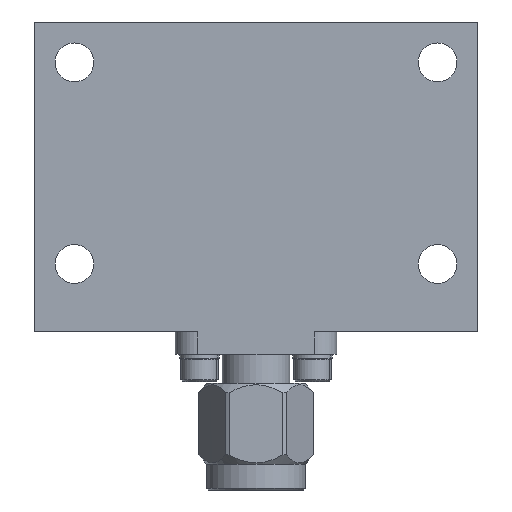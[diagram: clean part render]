
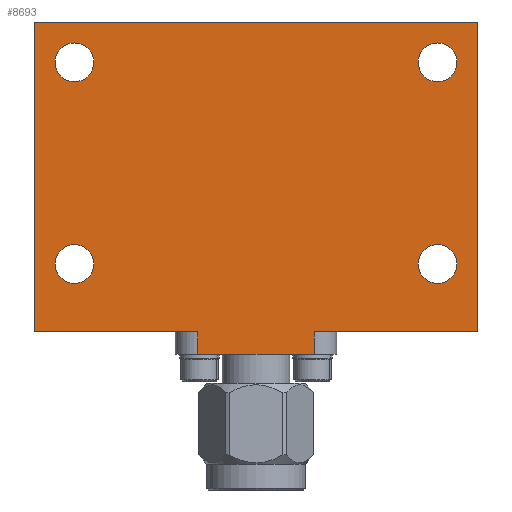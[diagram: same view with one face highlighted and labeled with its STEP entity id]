
A CAD part, front view. The second image highlights one B-rep face of the part: STEP entity #8693.
In plain terms, the highlighted planar face has unit normal (0, -1, 0).
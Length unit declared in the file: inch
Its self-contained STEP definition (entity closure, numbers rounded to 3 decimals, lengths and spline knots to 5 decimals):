
#60 = CARTESIAN_POINT ( 'NONE',  ( -0.5625, -0.28, 0.355 ) ) ;
#78 = DIRECTION ( 'NONE',  ( 0., 0., 1. ) ) ;
#94 = FACE_BOUND ( 'NONE', #131, .T. ) ;
#111 = ORIENTED_EDGE ( 'NONE', *, *, #12750, .T. ) ;
#131 = EDGE_LOOP ( 'NONE', ( #8523, #3686 ) ) ;
#142 = LINE ( 'NONE', #10640, #11247 ) ;
#144 = VECTOR ( 'NONE', #8027, 39.37008 ) ;
#156 = VERTEX_POINT ( 'NONE', #3281 ) ;
#223 = CIRCLE ( 'NONE', #2761, 0.06 ) ;
#256 = CARTESIAN_POINT ( 'NONE',  ( 0.18, -0.28, -1.25711 ) ) ;
#299 = VERTEX_POINT ( 'NONE', #11342 ) ;
#320 = DIRECTION ( 'NONE',  ( 0., 0., 1. ) ) ;
#383 = EDGE_CURVE ( 'NONE', #9294, #12215, #8052, .T. ) ;
#401 = ORIENTED_EDGE ( 'NONE', *, *, #467, .T. ) ;
#405 = CARTESIAN_POINT ( 'NONE',  ( 0., -0.28, 0.48 ) ) ;
#467 = EDGE_CURVE ( 'NONE', #9140, #4996, #223, .T. ) ;
#532 = CIRCLE ( 'NONE', #1971, 0.06 ) ;
#634 = DIRECTION ( 'NONE',  ( 0., 1., 0. ) ) ;
#722 = DIRECTION ( 'NONE',  ( 0., 0., 1. ) ) ;
#859 = DIRECTION ( 'NONE',  ( 0., 1., 0. ) ) ;
#972 = VECTOR ( 'NONE', #7382, 39.37008 ) ;
#1226 = VECTOR ( 'NONE', #5960, 39.37008 ) ;
#1251 = AXIS2_PLACEMENT_3D ( 'NONE', #9092, #4897, #4939 ) ;
#1302 = EDGE_CURVE ( 'NONE', #4996, #9140, #2660, .T. ) ;
#1557 = DIRECTION ( 'NONE',  ( 1., 0., 0. ) ) ;
#1645 = DIRECTION ( 'NONE',  ( 0., 0., 1. ) ) ;
#1958 = CARTESIAN_POINT ( 'NONE',  ( 0., -0.28, -0.48 ) ) ;
#1971 = AXIS2_PLACEMENT_3D ( 'NONE', #2413, #7464, #8552 ) ;
#1979 = EDGE_CURVE ( 'NONE', #299, #11842, #532, .T. ) ;
#1990 = LINE ( 'NONE', #256, #6564 ) ;
#2007 = CARTESIAN_POINT ( 'NONE',  ( -0.5625, -0.28, -0.33 ) ) ;
#2029 = CARTESIAN_POINT ( 'NONE',  ( 0.5625, -0.28, -0.21 ) ) ;
#2073 = ORIENTED_EDGE ( 'NONE', *, *, #3651, .F. ) ;
#2134 = VERTEX_POINT ( 'NONE', #10027 ) ;
#2220 = DIRECTION ( 'NONE',  ( 0., 0., 1. ) ) ;
#2249 = EDGE_CURVE ( 'NONE', #12215, #9294, #7693, .T. ) ;
#2334 = CARTESIAN_POINT ( 'NONE',  ( -0.5625, -0.28, 0.355 ) ) ;
#2413 = CARTESIAN_POINT ( 'NONE',  ( -0.5625, -0.28, -0.27 ) ) ;
#2575 = ORIENTED_EDGE ( 'NONE', *, *, #11434, .T. ) ;
#2647 = DIRECTION ( 'NONE',  ( 0., 1., 0. ) ) ;
#2660 = CIRCLE ( 'NONE', #12929, 0.06 ) ;
#2761 = AXIS2_PLACEMENT_3D ( 'NONE', #11877, #2647, #1645 ) ;
#2811 = VECTOR ( 'NONE', #8794, 39.37008 ) ;
#2820 = PLANE ( 'NONE',  #7235 ) ;
#2852 = ORIENTED_EDGE ( 'NONE', *, *, #4660, .F. ) ;
#2917 = LINE ( 'NONE', #6800, #12556 ) ;
#3281 = CARTESIAN_POINT ( 'NONE',  ( 0.6875, -0.28, -0.48 ) ) ;
#3364 = VERTEX_POINT ( 'NONE', #4052 ) ;
#3367 = DIRECTION ( 'NONE',  ( 0., 1., 0. ) ) ;
#3651 = EDGE_CURVE ( 'NONE', #4140, #10862, #8310, .T. ) ;
#3686 = ORIENTED_EDGE ( 'NONE', *, *, #2249, .T. ) ;
#3688 = CARTESIAN_POINT ( 'NONE',  ( 0., -0.28, -0.48 ) ) ;
#3836 = VERTEX_POINT ( 'NONE', #2029 ) ;
#3866 = CARTESIAN_POINT ( 'NONE',  ( -0.6875, -0.28, 0.48 ) ) ;
#3897 = VECTOR ( 'NONE', #1557, 39.37008 ) ;
#3901 = CARTESIAN_POINT ( 'NONE',  ( 0., -0.28, 0.48 ) ) ;
#4052 = CARTESIAN_POINT ( 'NONE',  ( -0.6875, -0.28, -0.48 ) ) ;
#4140 = VERTEX_POINT ( 'NONE', #9357 ) ;
#4493 = FACE_BOUND ( 'NONE', #13159, .T. ) ;
#4578 = EDGE_CURVE ( 'NONE', #2134, #10795, #2917, .T. ) ;
#4651 = CARTESIAN_POINT ( 'NONE',  ( 0.18, -0.28, -0.48 ) ) ;
#4660 = EDGE_CURVE ( 'NONE', #10862, #156, #8135, .T. ) ;
#4664 = ORIENTED_EDGE ( 'NONE', *, *, #4578, .F. ) ;
#4757 = CARTESIAN_POINT ( 'NONE',  ( -0.5625, -0.28, 0.415 ) ) ;
#4781 = DIRECTION ( 'NONE',  ( -1., 0., 0. ) ) ;
#4808 = CIRCLE ( 'NONE', #9787, 0.06 ) ;
#4897 = DIRECTION ( 'NONE',  ( 0., 1., 0. ) ) ;
#4939 = DIRECTION ( 'NONE',  ( 0., 0., 1. ) ) ;
#4996 = VERTEX_POINT ( 'NONE', #8921 ) ;
#5126 = EDGE_CURVE ( 'NONE', #3836, #8562, #10599, .T. ) ;
#5293 = LINE ( 'NONE', #3866, #1226 ) ;
#5475 = CARTESIAN_POINT ( 'NONE',  ( 0.5625, -0.28, 0.355 ) ) ;
#5556 = ORIENTED_EDGE ( 'NONE', *, *, #1302, .T. ) ;
#5614 = DIRECTION ( 'NONE',  ( 0., 1., 0. ) ) ;
#5781 = AXIS2_PLACEMENT_3D ( 'NONE', #9054, #6090, #722 ) ;
#5960 = DIRECTION ( 'NONE',  ( 0., 0., -1. ) ) ;
#6049 = CARTESIAN_POINT ( 'NONE',  ( 0.5625, -0.28, -0.27 ) ) ;
#6060 = EDGE_LOOP ( 'NONE', ( #7749, #8454, #4664, #10500, #2575, #2852, #2073, #6354 ) ) ;
#6090 = DIRECTION ( 'NONE',  ( 0., 1., 0. ) ) ;
#6120 = ORIENTED_EDGE ( 'NONE', *, *, #7975, .T. ) ;
#6354 = ORIENTED_EDGE ( 'NONE', *, *, #7551, .T. ) ;
#6564 = VECTOR ( 'NONE', #78, 39.37008 ) ;
#6800 = CARTESIAN_POINT ( 'NONE',  ( -0.18, -0.28, -0.55 ) ) ;
#6945 = CARTESIAN_POINT ( 'NONE',  ( -0.18, -0.28, -0.48 ) ) ;
#7235 = AXIS2_PLACEMENT_3D ( 'NONE', #3901, #634, #11041 ) ;
#7294 = CARTESIAN_POINT ( 'NONE',  ( 0.6875, -0.28, 0.48 ) ) ;
#7342 = DIRECTION ( 'NONE',  ( 0., 1., 0. ) ) ;
#7382 = DIRECTION ( 'NONE',  ( 1., 0., 0. ) ) ;
#7464 = DIRECTION ( 'NONE',  ( 0., 1., 0. ) ) ;
#7551 = EDGE_CURVE ( 'NONE', #4140, #3364, #5293, .T. ) ;
#7658 = CARTESIAN_POINT ( 'NONE',  ( 0.5625, -0.28, -0.33 ) ) ;
#7693 = CIRCLE ( 'NONE', #12661, 0.06 ) ;
#7749 = ORIENTED_EDGE ( 'NONE', *, *, #10237, .T. ) ;
#7951 = ORIENTED_EDGE ( 'NONE', *, *, #5126, .T. ) ;
#7975 = EDGE_CURVE ( 'NONE', #8562, #3836, #4808, .T. ) ;
#8027 = DIRECTION ( 'NONE',  ( 0., 0., -1. ) ) ;
#8052 = CIRCLE ( 'NONE', #9756, 0.06 ) ;
#8135 = LINE ( 'NONE', #7294, #144 ) ;
#8181 = CARTESIAN_POINT ( 'NONE',  ( -0.18, -0.28, -0.55 ) ) ;
#8195 = DIRECTION ( 'NONE',  ( 0., 0., 1. ) ) ;
#8310 = LINE ( 'NONE', #405, #3897 ) ;
#8454 = ORIENTED_EDGE ( 'NONE', *, *, #12419, .F. ) ;
#8471 = LINE ( 'NONE', #1958, #972 ) ;
#8523 = ORIENTED_EDGE ( 'NONE', *, *, #383, .T. ) ;
#8525 = DIRECTION ( 'NONE',  ( 0., 0., 1. ) ) ;
#8552 = DIRECTION ( 'NONE',  ( 0., 0., 1. ) ) ;
#8562 = VERTEX_POINT ( 'NONE', #7658 ) ;
#8589 = CARTESIAN_POINT ( 'NONE',  ( 0.5625, -0.28, 0.295 ) ) ;
#8693 = ADVANCED_FACE ( 'NONE', ( #4493, #10054, #94, #12175, #12335 ), #2820, .F. ) ;
#8794 = DIRECTION ( 'NONE',  ( 1., 0., 0. ) ) ;
#8921 = CARTESIAN_POINT ( 'NONE',  ( 0.5625, -0.28, 0.415 ) ) ;
#9054 = CARTESIAN_POINT ( 'NONE',  ( 0.5625, -0.28, -0.27 ) ) ;
#9092 = CARTESIAN_POINT ( 'NONE',  ( -0.5625, -0.28, -0.27 ) ) ;
#9140 = VERTEX_POINT ( 'NONE', #8589 ) ;
#9294 = VERTEX_POINT ( 'NONE', #4757 ) ;
#9357 = CARTESIAN_POINT ( 'NONE',  ( -0.6875, -0.28, 0.48 ) ) ;
#9688 = EDGE_CURVE ( 'NONE', #2134, #12094, #1990, .T. ) ;
#9756 = AXIS2_PLACEMENT_3D ( 'NONE', #60, #7342, #320 ) ;
#9768 = EDGE_LOOP ( 'NONE', ( #7951, #6120 ) ) ;
#9787 = AXIS2_PLACEMENT_3D ( 'NONE', #6049, #859, #8195 ) ;
#9985 = LINE ( 'NONE', #3688, #2811 ) ;
#10027 = CARTESIAN_POINT ( 'NONE',  ( 0.18, -0.28, -0.55 ) ) ;
#10054 = FACE_BOUND ( 'NONE', #9768, .T. ) ;
#10237 = EDGE_CURVE ( 'NONE', #3364, #12921, #9985, .T. ) ;
#10245 = CARTESIAN_POINT ( 'NONE',  ( 0.6875, -0.28, 0.48 ) ) ;
#10376 = ORIENTED_EDGE ( 'NONE', *, *, #1979, .T. ) ;
#10500 = ORIENTED_EDGE ( 'NONE', *, *, #9688, .T. ) ;
#10554 = EDGE_LOOP ( 'NONE', ( #5556, #401 ) ) ;
#10599 = CIRCLE ( 'NONE', #5781, 0.06 ) ;
#10609 = CIRCLE ( 'NONE', #1251, 0.06 ) ;
#10640 = CARTESIAN_POINT ( 'NONE',  ( -0.18, -0.28, -1.25711 ) ) ;
#10700 = DIRECTION ( 'NONE',  ( 0., 0., 1. ) ) ;
#10795 = VERTEX_POINT ( 'NONE', #8181 ) ;
#10862 = VERTEX_POINT ( 'NONE', #10245 ) ;
#11041 = DIRECTION ( 'NONE',  ( 0., 0., 1. ) ) ;
#11247 = VECTOR ( 'NONE', #2220, 39.37008 ) ;
#11342 = CARTESIAN_POINT ( 'NONE',  ( -0.5625, -0.28, -0.21 ) ) ;
#11434 = EDGE_CURVE ( 'NONE', #12094, #156, #8471, .T. ) ;
#11460 = CARTESIAN_POINT ( 'NONE',  ( -0.5625, -0.28, 0.295 ) ) ;
#11842 = VERTEX_POINT ( 'NONE', #2007 ) ;
#11877 = CARTESIAN_POINT ( 'NONE',  ( 0.5625, -0.28, 0.355 ) ) ;
#12094 = VERTEX_POINT ( 'NONE', #4651 ) ;
#12175 = FACE_BOUND ( 'NONE', #10554, .T. ) ;
#12215 = VERTEX_POINT ( 'NONE', #11460 ) ;
#12335 = FACE_OUTER_BOUND ( 'NONE', #6060, .T. ) ;
#12419 = EDGE_CURVE ( 'NONE', #10795, #12921, #142, .T. ) ;
#12556 = VECTOR ( 'NONE', #4781, 39.37008 ) ;
#12661 = AXIS2_PLACEMENT_3D ( 'NONE', #2334, #3367, #10700 ) ;
#12750 = EDGE_CURVE ( 'NONE', #11842, #299, #10609, .T. ) ;
#12921 = VERTEX_POINT ( 'NONE', #6945 ) ;
#12929 = AXIS2_PLACEMENT_3D ( 'NONE', #5475, #5614, #8525 ) ;
#13159 = EDGE_LOOP ( 'NONE', ( #10376, #111 ) ) ;
